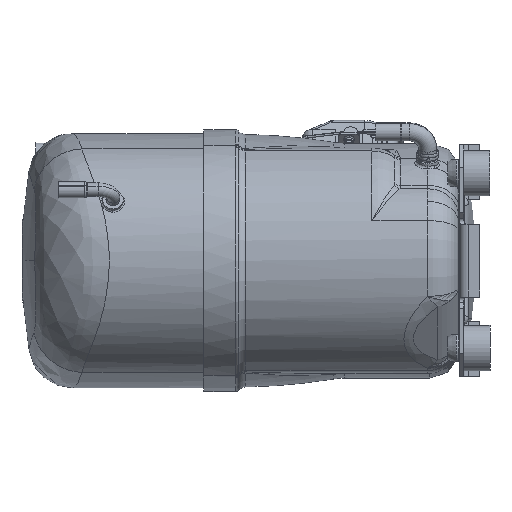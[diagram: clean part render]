
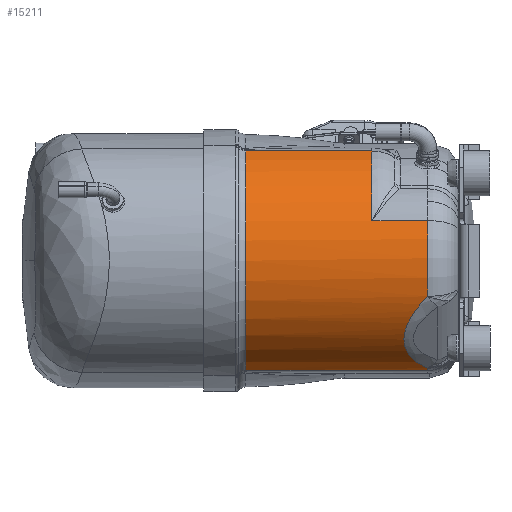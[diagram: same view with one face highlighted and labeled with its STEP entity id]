
A CAD part, left-side view. The second image highlights one B-rep face of the part: STEP entity #15211.
In plain terms, the highlighted cylindrical face has radius 82.042 mm (diameter 164.084 mm), a partial arc.
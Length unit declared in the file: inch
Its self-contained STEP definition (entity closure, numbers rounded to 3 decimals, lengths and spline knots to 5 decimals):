
#108 = CARTESIAN_POINT ( 'NONE',  ( -1.5, 10.08922, 0. ) ) ;
#124 = ORIENTED_EDGE ( 'NONE', *, *, #38085, .T. ) ;
#305 = VERTEX_POINT ( 'NONE', #40270 ) ;
#480 = CARTESIAN_POINT ( 'NONE',  ( -2.79586, -6.15745, -2.95866 ) ) ;
#882 = DIRECTION ( 'NONE',  ( 0., -1., 0. ) ) ;
#1257 = DIRECTION ( 'NONE',  ( 0., -1., 0. ) ) ;
#1865 = VERTEX_POINT ( 'NONE', #3675 ) ;
#2322 = ORIENTED_EDGE ( 'NONE', *, *, #17465, .T. ) ;
#3515 = CARTESIAN_POINT ( 'NONE',  ( -2.79518, -6.1575, -2.95895 ) ) ;
#3675 = CARTESIAN_POINT ( 'NONE',  ( -4.57815, -6.1575, -0.97873 ) ) ;
#3898 = LINE ( 'NONE', #34939, #19825 ) ;
#5103 =( BOUNDED_CURVE ( )  B_SPLINE_CURVE ( 3, ( #33821, #14927, #36932, #18277 ),
 .UNSPECIFIED., .F., .F. ) 
 B_SPLINE_CURVE_WITH_KNOTS ( ( 4, 4 ),
 ( 2.71675, 3.56644 ),
 .UNSPECIFIED. ) 
 CURVE ( )  GEOMETRIC_REPRESENTATION_ITEM ( )  RATIONAL_B_SPLINE_CURVE ( ( 1., 0.941, 0.941, 1. ) ) 
 REPRESENTATION_ITEM ( '' )  );
#5233 = CARTESIAN_POINT ( 'NONE',  ( -4.53524, -6.1575, 1.10463 ) ) ;
#5572 = B_SPLINE_CURVE_WITH_KNOTS ( 'NONE', 3,
 ( #19895, #32262, #7239, #29284, #10415, #32397, #13622 ),
 .UNSPECIFIED., .F., .F.,
 ( 4, 3, 4 ),
 ( 0., 0.00002, 0.00003 ),
 .UNSPECIFIED. ) ;
#5637 = ORIENTED_EDGE ( 'NONE', *, *, #28635, .T. ) ;
#5830 = DIRECTION ( 'NONE',  ( 0., -1., 0. ) ) ;
#6138 = VERTEX_POINT ( 'NONE', #27830 ) ;
#6779 = VERTEX_POINT ( 'NONE', #7494 ) ;
#7239 = CARTESIAN_POINT ( 'NONE',  ( -4.578, -6.15749, -0.9792 ) ) ;
#7278 = VERTEX_POINT ( 'NONE', #29105 ) ;
#7494 = CARTESIAN_POINT ( 'NONE',  ( -2.64649, -1.15695, -3.01968 ) ) ;
#7782 = LINE ( 'NONE', #23108, #31910 ) ;
#8008 = AXIS2_PLACEMENT_3D ( 'NONE', #27893, #8995, #31016 ) ;
#8995 = DIRECTION ( 'NONE',  ( 0., 1., 0. ) ) ;
#10085 = AXIS2_PLACEMENT_3D ( 'NONE', #108, #25426, #28265 ) ;
#10415 = CARTESIAN_POINT ( 'NONE',  ( -4.57811, -6.1575, -0.97884 ) ) ;
#11106 = ORIENTED_EDGE ( 'NONE', *, *, #19330, .T. ) ;
#11441 = CYLINDRICAL_SURFACE ( 'NONE', #10085, 3.23 ) ;
#11981 = CIRCLE ( 'NONE', #8008, 3.23 ) ;
#12512 = DIRECTION ( 'NONE',  ( 0., 1., 0. ) ) ;
#12574 = CARTESIAN_POINT ( 'NONE',  ( -2.64649, -1.15695, 3.01968 ) ) ;
#12694 = ORIENTED_EDGE ( 'NONE', *, *, #27513, .T. ) ;
#13030 = DIRECTION ( 'NONE',  ( 0., 1., 0. ) ) ;
#13081 = VERTEX_POINT ( 'NONE', #5233 ) ;
#13140 = DIRECTION ( 'NONE',  ( 0., 1., 0. ) ) ;
#13622 = CARTESIAN_POINT ( 'NONE',  ( -4.57815, -6.1575, -0.97873 ) ) ;
#13884 = EDGE_CURVE ( 'NONE', #1865, #13081, #39989, .T. ) ;
#14927 = CARTESIAN_POINT ( 'NONE',  ( -3.66031, -5.27548, -2.57994 ) ) ;
#15211 = ADVANCED_FACE ( 'NONE', ( #21921 ), #11441, .T. ) ;
#16017 = EDGE_CURVE ( 'NONE', #6138, #1865, #5572, .T. ) ;
#16287 = CARTESIAN_POINT ( 'NONE',  ( -2.79523, -6.1575, -2.95893 ) ) ;
#16782 = B_SPLINE_CURVE_WITH_KNOTS ( 'NONE', 3,
 ( #28759, #3515, #16287, #38128, #19505, #480, #22703 ),
 .UNSPECIFIED., .F., .F.,
 ( 4, 3, 4 ),
 ( 0., 0., 0.00003 ),
 .UNSPECIFIED. ) ;
#16796 = VECTOR ( 'NONE', #1257, 39.37008 ) ;
#17406 = ORIENTED_EDGE ( 'NONE', *, *, #39371, .T. ) ;
#17465 = EDGE_CURVE ( 'NONE', #13081, #27764, #3898, .T. ) ;
#17714 = CARTESIAN_POINT ( 'NONE',  ( -2.79614, -6.15737, -2.95854 ) ) ;
#17776 = LINE ( 'NONE', #23471, #16796 ) ;
#18277 = CARTESIAN_POINT ( 'NONE',  ( -4.57781, -6.15737, -0.97978 ) ) ;
#18467 = EDGE_LOOP ( 'NONE', ( #22107, #17406, #124, #5637, #19230, #11106, #31251, #38318, #2322, #12694 ) ) ;
#18791 = CARTESIAN_POINT ( 'NONE',  ( -2.64649, -6.1575, -3.01968 ) ) ;
#19230 = ORIENTED_EDGE ( 'NONE', *, *, #26551, .T. ) ;
#19330 = EDGE_CURVE ( 'NONE', #21302, #6138, #5103, .T. ) ;
#19505 = CARTESIAN_POINT ( 'NONE',  ( -2.79557, -6.15749, -2.95878 ) ) ;
#19825 = VECTOR ( 'NONE', #13030, 39.37008 ) ;
#19895 = CARTESIAN_POINT ( 'NONE',  ( -4.57781, -6.15737, -0.97978 ) ) ;
#21302 = VERTEX_POINT ( 'NONE', #17714 ) ;
#21599 = AXIS2_PLACEMENT_3D ( 'NONE', #24838, #5830, #27918 ) ;
#21837 = AXIS2_PLACEMENT_3D ( 'NONE', #31939, #13140, #35044 ) ;
#21921 = FACE_OUTER_BOUND ( 'NONE', #18467, .T. ) ;
#22107 = ORIENTED_EDGE ( 'NONE', *, *, #36937, .F. ) ;
#22703 = CARTESIAN_POINT ( 'NONE',  ( -2.79614, -6.15737, -2.95854 ) ) ;
#23108 = CARTESIAN_POINT ( 'NONE',  ( -2.64649, 10.08922, -3.01968 ) ) ;
#23471 = CARTESIAN_POINT ( 'NONE',  ( -2.64649, 10.08922, 3.01968 ) ) ;
#24838 = CARTESIAN_POINT ( 'NONE',  ( -1.5, -1.15695, 0. ) ) ;
#25365 = AXIS2_PLACEMENT_3D ( 'NONE', #31328, #12512, #34451 ) ;
#25426 = DIRECTION ( 'NONE',  ( 0., -1., 0. ) ) ;
#26551 = EDGE_CURVE ( 'NONE', #7278, #21302, #16782, .T. ) ;
#27465 = CIRCLE ( 'NONE', #21599, 3.23 ) ;
#27513 = EDGE_CURVE ( 'NONE', #27764, #305, #32195, .T. ) ;
#27764 = VERTEX_POINT ( 'NONE', #34217 ) ;
#27830 = CARTESIAN_POINT ( 'NONE',  ( -4.57781, -6.15737, -0.97978 ) ) ;
#27893 = CARTESIAN_POINT ( 'NONE',  ( -1.5, -6.1575, 0. ) ) ;
#27918 = DIRECTION ( 'NONE',  ( 0., 0., -1. ) ) ;
#28265 = DIRECTION ( 'NONE',  ( 0., 0., -1. ) ) ;
#28635 = EDGE_CURVE ( 'NONE', #29873, #7278, #11981, .T. ) ;
#28759 = CARTESIAN_POINT ( 'NONE',  ( -2.79513, -6.1575, -2.95898 ) ) ;
#29105 = CARTESIAN_POINT ( 'NONE',  ( -2.79513, -6.1575, -2.95898 ) ) ;
#29284 = CARTESIAN_POINT ( 'NONE',  ( -4.57809, -6.1575, -0.9789 ) ) ;
#29873 = VERTEX_POINT ( 'NONE', #18791 ) ;
#31016 = DIRECTION ( 'NONE',  ( 0., 0., -1. ) ) ;
#31251 = ORIENTED_EDGE ( 'NONE', *, *, #16017, .T. ) ;
#31328 = CARTESIAN_POINT ( 'NONE',  ( -1.5, -6.1575, 0. ) ) ;
#31910 = VECTOR ( 'NONE', #882, 39.37008 ) ;
#31939 = CARTESIAN_POINT ( 'NONE',  ( -1.5, -4.62556, 0. ) ) ;
#32195 = CIRCLE ( 'NONE', #21837, 3.23 ) ;
#32262 = CARTESIAN_POINT ( 'NONE',  ( -4.5779, -6.15745, -0.9795 ) ) ;
#32397 = CARTESIAN_POINT ( 'NONE',  ( -4.57813, -6.1575, -0.97879 ) ) ;
#33821 = CARTESIAN_POINT ( 'NONE',  ( -2.79614, -6.15737, -2.95854 ) ) ;
#34217 = CARTESIAN_POINT ( 'NONE',  ( -4.53524, -4.62556, 1.10463 ) ) ;
#34451 = DIRECTION ( 'NONE',  ( 0., 0., -1. ) ) ;
#34939 = CARTESIAN_POINT ( 'NONE',  ( -4.53524, -5.39153, 1.10463 ) ) ;
#35044 = DIRECTION ( 'NONE',  ( 0., 0., -1. ) ) ;
#36932 = CARTESIAN_POINT ( 'NONE',  ( -4.29162, -5.27548, -1.8788 ) ) ;
#36937 = EDGE_CURVE ( 'NONE', #37142, #305, #17776, .T. ) ;
#37142 = VERTEX_POINT ( 'NONE', #12574 ) ;
#38085 = EDGE_CURVE ( 'NONE', #6779, #29873, #7782, .T. ) ;
#38128 = CARTESIAN_POINT ( 'NONE',  ( -2.79528, -6.1575, -2.95891 ) ) ;
#38318 = ORIENTED_EDGE ( 'NONE', *, *, #13884, .T. ) ;
#39371 = EDGE_CURVE ( 'NONE', #37142, #6779, #27465, .T. ) ;
#39989 = CIRCLE ( 'NONE', #25365, 3.23 ) ;
#40270 = CARTESIAN_POINT ( 'NONE',  ( -2.64649, -4.62556, 3.01968 ) ) ;
